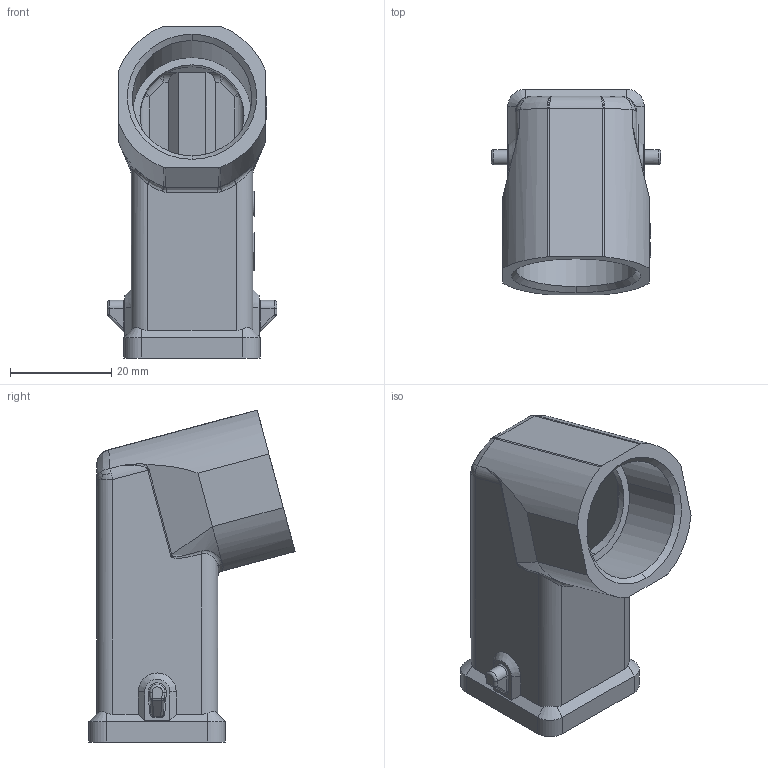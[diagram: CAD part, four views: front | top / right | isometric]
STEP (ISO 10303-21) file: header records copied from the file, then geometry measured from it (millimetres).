
FILE_DESCRIPTION(('Creo Elements/Direct Modeling STEP Export'),'2;1');
FILE_NAME('0ln7uvk5opo6qp87068','2023-01-19T16:27:22',(''),(''),'Creo Elements/Direct Modeling STEP processor for AP214 (Solid Model)','Creo Elements/Direct Modeling 20.1B 02-Apr-2019 (C) Parametric Technology GmbH','');
FILE_SCHEMA(('AUTOMOTIVE_DESIGN { 1 0 10303 214 1 1 1 1 }'));
Length unit declared in the file: millimetre
Products named in the file (2): MKAW VA25
Assembly tree (1 placements, depth 2):
  MKAW VA25
    MKAW VA25
Bounding box: 33.5 x 40.75 x 65.66 mm (x, y, z)
Volume: 12521.4 mm3; surface area: 13120.2 mm2
Topology: 1 solids, 1 shells, 359 faces, 964 edges, 613 vertices
Faces by surface type: plane 216, cylinder 80, bspline 42, cone 11, sphere 8, torus 2
Entity records: 25294 total; most frequent: CARTESIAN_POINT 13857, ORIENTED_EDGE 1910, DIRECTION 1579, EDGE_CURVE 955, VECTOR 663, LINE 663, VERTEX_POINT 613, AXIS2_PLACEMENT_3D 458
